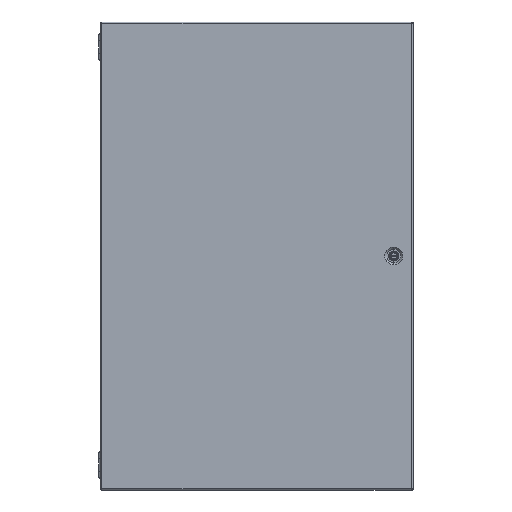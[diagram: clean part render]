
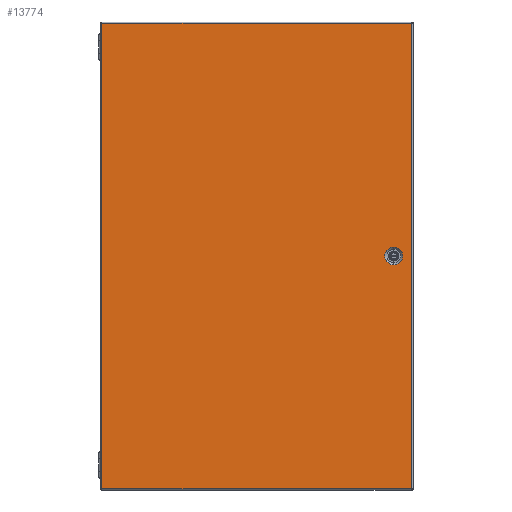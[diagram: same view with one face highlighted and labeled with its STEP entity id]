
A CAD part, top view. The second image highlights one B-rep face of the part: STEP entity #13774.
In plain terms, the highlighted planar face has unit normal (0, 0, 1).
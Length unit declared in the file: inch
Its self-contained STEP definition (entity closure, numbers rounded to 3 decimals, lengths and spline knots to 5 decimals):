
#46 = EDGE_CURVE ( 'NONE', #6020, #22969, #5828, .T. ) ;
#823 = CARTESIAN_POINT ( 'NONE',  ( -12.0785, -18.0795, 6.133 ) ) ;
#1744 = EDGE_CURVE ( 'NONE', #15443, #24756, #26310, .T. ) ;
#2176 = VERTEX_POINT ( 'NONE', #2990 ) ;
#2217 = AXIS2_PLACEMENT_3D ( 'NONE', #16017, #9731, #7764 ) ;
#2829 = VECTOR ( 'NONE', #7283, 39.37008 ) ;
#2990 = CARTESIAN_POINT ( 'NONE',  ( 12.0055, -18.0795, 6.133 ) ) ;
#3145 = VECTOR ( 'NONE', #10153, 39.37008 ) ;
#4130 = ORIENTED_EDGE ( 'NONE', *, *, #19531, .F. ) ;
#4277 = ORIENTED_EDGE ( 'NONE', *, *, #46, .F. ) ;
#4752 = DIRECTION ( 'NONE',  ( -1., 0., 0. ) ) ;
#5828 = LINE ( 'NONE', #10424, #3145 ) ;
#6020 = VERTEX_POINT ( 'NONE', #20124 ) ;
#7283 = DIRECTION ( 'NONE',  ( 0., -1., 0. ) ) ;
#7764 = DIRECTION ( 'NONE',  ( 0., -1., 0. ) ) ;
#8387 = EDGE_CURVE ( 'NONE', #22969, #2176, #22102, .T. ) ;
#8854 = CARTESIAN_POINT ( 'NONE',  ( 10.6135, 0.68868, 6.133 ) ) ;
#8873 = AXIS2_PLACEMENT_3D ( 'NONE', #18481, #20572, #14293 ) ;
#8876 = ORIENTED_EDGE ( 'NONE', *, *, #8387, .F. ) ;
#9020 = CARTESIAN_POINT ( 'NONE',  ( 10.6135, 0., 6.133 ) ) ;
#9360 = LINE ( 'NONE', #17751, #19482 ) ;
#9731 = DIRECTION ( 'NONE',  ( 0., 0., 1. ) ) ;
#10153 = DIRECTION ( 'NONE',  ( 1., 0., 0. ) ) ;
#10230 = FACE_OUTER_BOUND ( 'NONE', #16268, .T. ) ;
#10424 = CARTESIAN_POINT ( 'NONE',  ( -12.0785, 18.0795, 6.133 ) ) ;
#10757 = ORIENTED_EDGE ( 'NONE', *, *, #1744, .F. ) ;
#11627 = CARTESIAN_POINT ( 'NONE',  ( 12.0055, -18.0795, 6.133 ) ) ;
#12061 = PLANE ( 'NONE',  #8873 ) ;
#13233 = ORIENTED_EDGE ( 'NONE', *, *, #15133, .F. ) ;
#13774 = ADVANCED_FACE ( 'NONE', ( #20439, #10230 ), #12061, .F. ) ;
#14027 = DIRECTION ( 'NONE',  ( 0., -1., 0. ) ) ;
#14088 = AXIS2_PLACEMENT_3D ( 'NONE', #9020, #17551, #14027 ) ;
#14293 = DIRECTION ( 'NONE',  ( -1., 0., 0. ) ) ;
#14705 = CARTESIAN_POINT ( 'NONE',  ( -12.0785, -18.0795, 6.133 ) ) ;
#15133 = EDGE_CURVE ( 'NONE', #25604, #6020, #25726, .T. ) ;
#15443 = VERTEX_POINT ( 'NONE', #18834 ) ;
#16017 = CARTESIAN_POINT ( 'NONE',  ( 10.6135, 0., 6.133 ) ) ;
#16036 = CARTESIAN_POINT ( 'NONE',  ( 12.0055, 18.0795, 6.133 ) ) ;
#16268 = EDGE_LOOP ( 'NONE', ( #8876, #4277, #13233, #4130 ) ) ;
#17551 = DIRECTION ( 'NONE',  ( 0., 0., 1. ) ) ;
#17751 = CARTESIAN_POINT ( 'NONE',  ( -12.0785, -18.0795, 6.133 ) ) ;
#18481 = CARTESIAN_POINT ( 'NONE',  ( -12.0785, -18.0795, 6.133 ) ) ;
#18821 = EDGE_CURVE ( 'NONE', #24756, #15443, #20774, .T. ) ;
#18834 = CARTESIAN_POINT ( 'NONE',  ( 10.6135, -0.68868, 6.133 ) ) ;
#19482 = VECTOR ( 'NONE', #4752, 39.37008 ) ;
#19531 = EDGE_CURVE ( 'NONE', #2176, #25604, #9360, .T. ) ;
#20037 = VECTOR ( 'NONE', #21113, 39.37008 ) ;
#20124 = CARTESIAN_POINT ( 'NONE',  ( -12.0785, 18.0795, 6.133 ) ) ;
#20439 = FACE_BOUND ( 'NONE', #21173, .T. ) ;
#20572 = DIRECTION ( 'NONE',  ( 0., 0., -1. ) ) ;
#20774 = CIRCLE ( 'NONE', #14088, 0.68868 ) ;
#21113 = DIRECTION ( 'NONE',  ( 0., 1., 0. ) ) ;
#21173 = EDGE_LOOP ( 'NONE', ( #10757, #25160 ) ) ;
#22102 = LINE ( 'NONE', #11627, #2829 ) ;
#22969 = VERTEX_POINT ( 'NONE', #16036 ) ;
#24756 = VERTEX_POINT ( 'NONE', #8854 ) ;
#25160 = ORIENTED_EDGE ( 'NONE', *, *, #18821, .F. ) ;
#25604 = VERTEX_POINT ( 'NONE', #823 ) ;
#25726 = LINE ( 'NONE', #14705, #20037 ) ;
#26310 = CIRCLE ( 'NONE', #2217, 0.68868 ) ;
